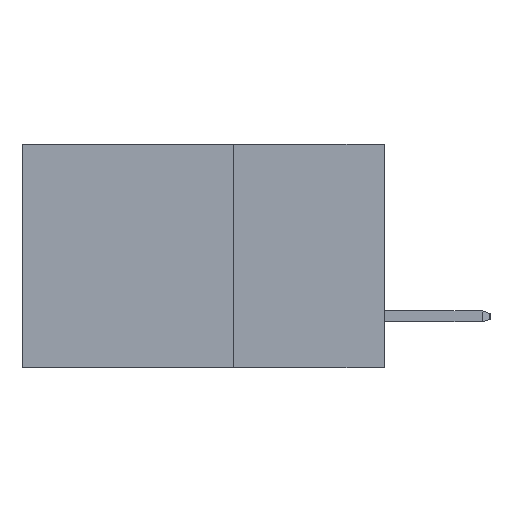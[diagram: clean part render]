
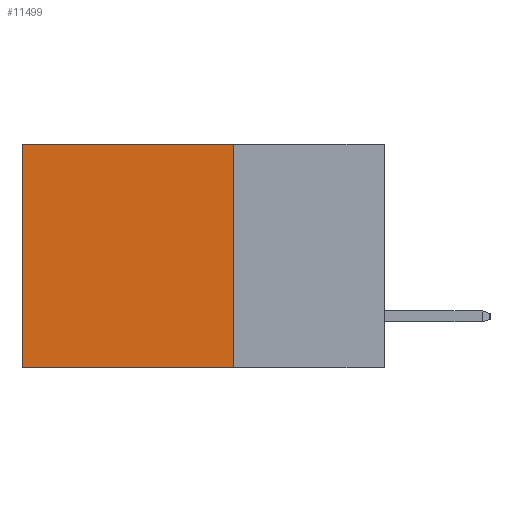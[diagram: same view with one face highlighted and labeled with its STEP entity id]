
A CAD part, left-side view. The second image highlights one B-rep face of the part: STEP entity #11499.
In plain terms, the highlighted planar face has unit normal (-1, 0, 0).
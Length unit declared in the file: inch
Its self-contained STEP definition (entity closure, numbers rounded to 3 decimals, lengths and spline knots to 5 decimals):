
#570 = ORIENTED_EDGE ( 'NONE', *, *, #7713, .T. ) ;
#1506 = VECTOR ( 'NONE', #3220, 39.37008 ) ;
#1885 = VERTEX_POINT ( 'NONE', #1977 ) ;
#1977 = CARTESIAN_POINT ( 'NONE',  ( 0.298, 0.6, -0.37 ) ) ;
#2742 = CARTESIAN_POINT ( 'NONE',  ( 0.298, 0.25, 0. ) ) ;
#2859 = FACE_OUTER_BOUND ( 'NONE', #8574, .T. ) ;
#3103 = ORIENTED_EDGE ( 'NONE', *, *, #12821, .F. ) ;
#3154 = CARTESIAN_POINT ( 'NONE',  ( 0.298, 0.25, -0.37 ) ) ;
#3220 = DIRECTION ( 'NONE',  ( 0., 0., -1. ) ) ;
#3762 = VERTEX_POINT ( 'NONE', #3154 ) ;
#5591 = LINE ( 'NONE', #11178, #1506 ) ;
#5829 = DIRECTION ( 'NONE',  ( 0., 0., -1. ) ) ;
#6895 = CARTESIAN_POINT ( 'NONE',  ( 0.298, 0.25, 0. ) ) ;
#7713 = EDGE_CURVE ( 'NONE', #13910, #11334, #8155, .T. ) ;
#7896 = CARTESIAN_POINT ( 'NONE',  ( 0.298, 0.6, 0. ) ) ;
#8155 = LINE ( 'NONE', #2742, #14534 ) ;
#8248 = DIRECTION ( 'NONE',  ( 0., 0., -1. ) ) ;
#8574 = EDGE_LOOP ( 'NONE', ( #13984, #14907, #3103, #570 ) ) ;
#9198 = VECTOR ( 'NONE', #5829, 39.37008 ) ;
#9737 = VECTOR ( 'NONE', #11386, 39.37008 ) ;
#11103 = CARTESIAN_POINT ( 'NONE',  ( 0.298, 0.6, 0. ) ) ;
#11178 = CARTESIAN_POINT ( 'NONE',  ( 0.298, 0.25, 0. ) ) ;
#11334 = VERTEX_POINT ( 'NONE', #7896 ) ;
#11386 = DIRECTION ( 'NONE',  ( 0., 1., 0. ) ) ;
#11499 = ADVANCED_FACE ( 'NONE', ( #2859 ), #12052, .F. ) ;
#11803 = LINE ( 'NONE', #11103, #9198 ) ;
#11906 = AXIS2_PLACEMENT_3D ( 'NONE', #6895, #15913, #8248 ) ;
#12052 = PLANE ( 'NONE',  #11906 ) ;
#12821 = EDGE_CURVE ( 'NONE', #13910, #3762, #5591, .T. ) ;
#12933 = EDGE_CURVE ( 'NONE', #3762, #1885, #13101, .T. ) ;
#13101 = LINE ( 'NONE', #15181, #9737 ) ;
#13910 = VERTEX_POINT ( 'NONE', #15602 ) ;
#13984 = ORIENTED_EDGE ( 'NONE', *, *, #16971, .T. ) ;
#14534 = VECTOR ( 'NONE', #14570, 39.37008 ) ;
#14570 = DIRECTION ( 'NONE',  ( 0., 1., 0. ) ) ;
#14907 = ORIENTED_EDGE ( 'NONE', *, *, #12933, .F. ) ;
#15181 = CARTESIAN_POINT ( 'NONE',  ( 0.298, 0.25, -0.37 ) ) ;
#15602 = CARTESIAN_POINT ( 'NONE',  ( 0.298, 0.25, 0. ) ) ;
#15913 = DIRECTION ( 'NONE',  ( 1., 0., 0. ) ) ;
#16971 = EDGE_CURVE ( 'NONE', #11334, #1885, #11803, .T. ) ;
